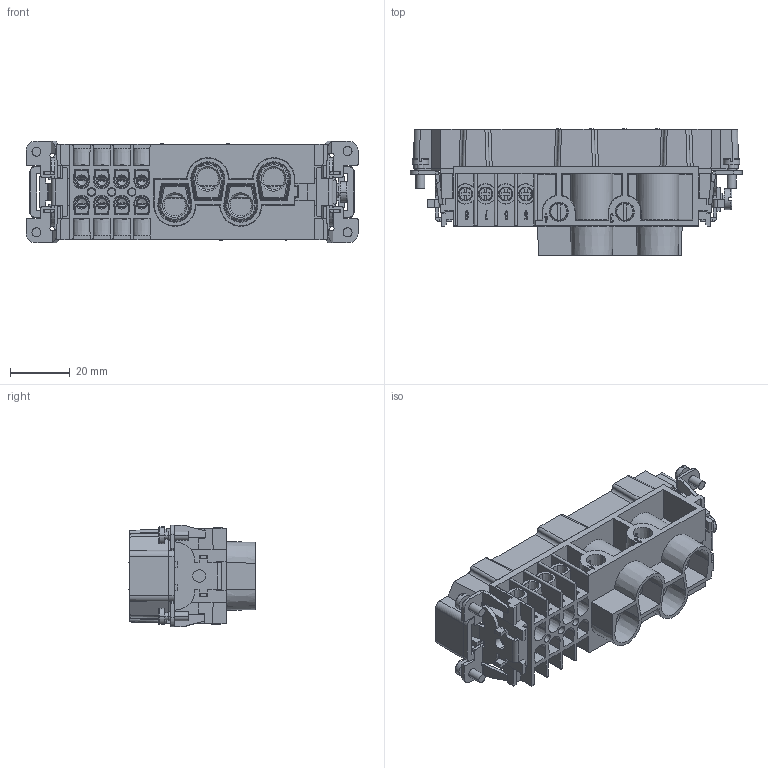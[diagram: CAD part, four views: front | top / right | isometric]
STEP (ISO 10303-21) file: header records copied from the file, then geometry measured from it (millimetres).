
FILE_DESCRIPTION(/* description */ (''),/* implementation_level */ '2;1');
FILE_NAME(/* name */ 'HK-004-8-M.stp',/* time_stamp */ '2023-02-09T00:22:58+08:00',/* author */ (''),/* organization */ (''),/* preprocessor_version */ 'ST-DEVELOPER v16',/* originating_system */ 'SIEMENS PLM Software NX 10.0',/* authorisation */ '');
FILE_SCHEMA (('AUTOMOTIVE_DESIGN { 1 0 10303 214 3 1 1 1 }'));
Products named in the file (1): Admi0A2C26ACrp2g
Bounding box: 111 x 42.4 x 34 mm (x, y, z)
Volume: 46741.1 mm3; surface area: 48329.3 mm2
Topology: 1 solids, 1 shells, 2769 faces, 7730 edges, 5018 vertices
Faces by surface type: plane 1901, cylinder 493, cone 202, torus 71, bspline 62, sphere 40
Entity records: 94356 total; most frequent: CARTESIAN_POINT 23610, ORIENTED_EDGE 15380, DIRECTION 13808, EDGE_CURVE 7690, LINE 5516, VECTOR 5516, VERTEX_POINT 5018, AXIS2_PLACEMENT_3D 4146
